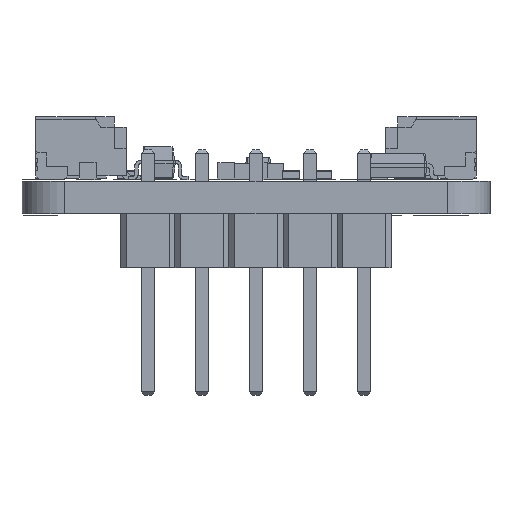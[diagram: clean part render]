
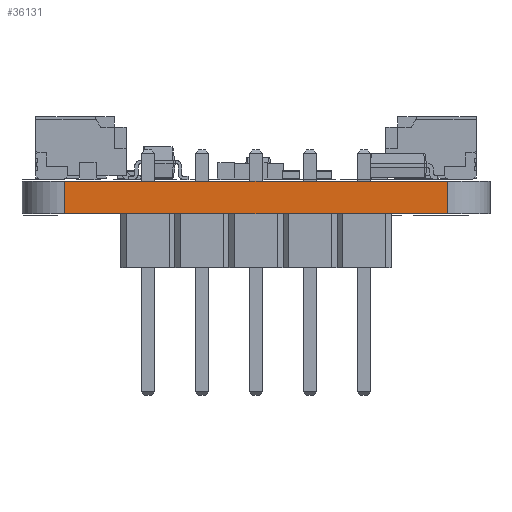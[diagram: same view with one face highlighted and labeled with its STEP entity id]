
A CAD part, front view. The second image highlights one B-rep face of the part: STEP entity #36131.
In plain terms, the highlighted planar face has unit normal (0, -1, 0).
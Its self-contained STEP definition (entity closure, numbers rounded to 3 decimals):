
#35452 = VERTEX_POINT('',#35453);
#35453 = CARTESIAN_POINT('',(-9.002,-11.,0.));
#35460 = EDGE_CURVE('',#35461,#35452,#35463,.T.);
#35461 = VERTEX_POINT('',#35462);
#35462 = CARTESIAN_POINT('',(8.998,-11.,0.));
#35463 = LINE('',#35464,#35465);
#35464 = CARTESIAN_POINT('',(8.998,-11.,0.));
#35465 = VECTOR('',#35466,1.);
#35466 = DIRECTION('',(-1.,0.,0.));
#35794 = VERTEX_POINT('',#35795);
#35795 = CARTESIAN_POINT('',(-9.002,-11.,1.51));
#35802 = EDGE_CURVE('',#35803,#35794,#35805,.T.);
#35803 = VERTEX_POINT('',#35804);
#35804 = CARTESIAN_POINT('',(8.998,-11.,1.51));
#35805 = LINE('',#35806,#35807);
#35806 = CARTESIAN_POINT('',(8.998,-11.,1.51));
#35807 = VECTOR('',#35808,1.);
#35808 = DIRECTION('',(-1.,0.,0.));
#36103 = EDGE_CURVE('',#35461,#35803,#36104,.T.);
#36104 = LINE('',#36105,#36106);
#36105 = CARTESIAN_POINT('',(8.998,-11.,0.));
#36106 = VECTOR('',#36107,1.);
#36107 = DIRECTION('',(0.,0.,1.));
#36131 = ADVANCED_FACE('',(#36132),#36143,.T.);
#36132 = FACE_BOUND('',#36133,.T.);
#36133 = EDGE_LOOP('',(#36134,#36135,#36136,#36142));
#36134 = ORIENTED_EDGE('',*,*,#36103,.T.);
#36135 = ORIENTED_EDGE('',*,*,#35802,.T.);
#36136 = ORIENTED_EDGE('',*,*,#36137,.F.);
#36137 = EDGE_CURVE('',#35452,#35794,#36138,.T.);
#36138 = LINE('',#36139,#36140);
#36139 = CARTESIAN_POINT('',(-9.002,-11.,0.));
#36140 = VECTOR('',#36141,1.);
#36141 = DIRECTION('',(0.,0.,1.));
#36142 = ORIENTED_EDGE('',*,*,#35460,.F.);
#36143 = PLANE('',#36144);
#36144 = AXIS2_PLACEMENT_3D('',#36145,#36146,#36147);
#36145 = CARTESIAN_POINT('',(8.998,-11.,0.));
#36146 = DIRECTION('',(0.,-1.,0.));
#36147 = DIRECTION('',(-1.,0.,0.));
